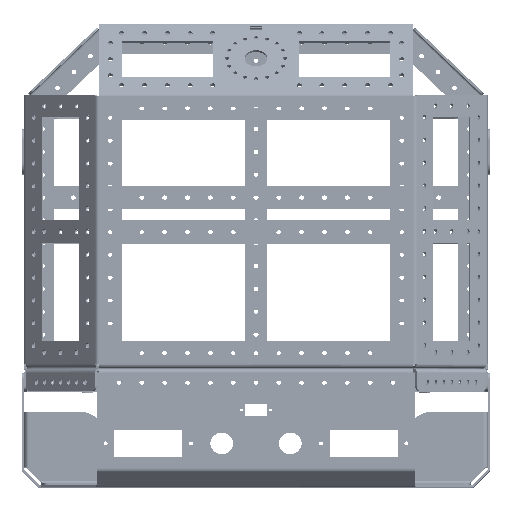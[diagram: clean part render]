
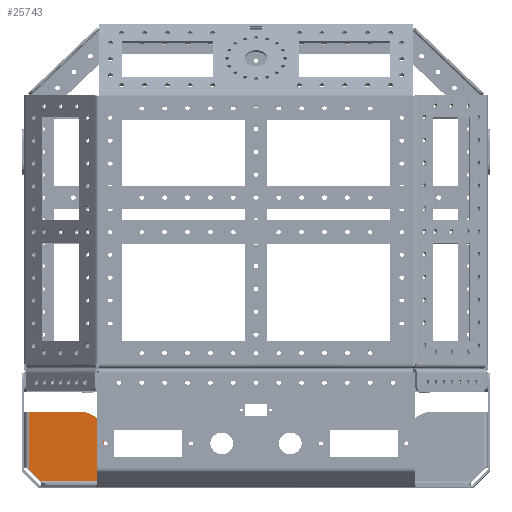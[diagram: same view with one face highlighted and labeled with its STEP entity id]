
A CAD part, top view. The second image highlights one B-rep face of the part: STEP entity #25743.
In plain terms, the highlighted planar face has unit normal (0, 0, 1).
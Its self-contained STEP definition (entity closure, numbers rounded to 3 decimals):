
#1999=PLANE('',#28682);
#3197=FACE_OUTER_BOUND('',#5844,.T.);
#5844=EDGE_LOOP('',(#23205,#23206,#23207,#23208,#23209,#23210));
#7634=LINE('',#43354,#9331);
#7637=LINE('',#43360,#9334);
#7638=LINE('',#43362,#9335);
#7639=LINE('',#43364,#9336);
#7640=LINE('',#43365,#9337);
#9331=VECTOR('',#36032,10.);
#9334=VECTOR('',#36037,10.);
#9335=VECTOR('',#36038,10.);
#9336=VECTOR('',#36039,10.);
#9337=VECTOR('',#36040,10.);
#11028=CIRCLE('',#28679,20.);
#13206=VERTEX_POINT('',#43344);
#13207=VERTEX_POINT('',#43345);
#13210=VERTEX_POINT('',#43353);
#13212=VERTEX_POINT('',#43359);
#13213=VERTEX_POINT('',#43361);
#13214=VERTEX_POINT('',#43363);
#16564=EDGE_CURVE('',#13206,#13207,#11028,.T.);
#16568=EDGE_CURVE('',#13210,#13207,#7634,.T.);
#16571=EDGE_CURVE('',#13206,#13212,#7637,.T.);
#16572=EDGE_CURVE('',#13212,#13213,#7638,.T.);
#16573=EDGE_CURVE('',#13213,#13214,#7639,.T.);
#16574=EDGE_CURVE('',#13214,#13210,#7640,.T.);
#23205=ORIENTED_EDGE('',*,*,#16564,.F.);
#23206=ORIENTED_EDGE('',*,*,#16571,.T.);
#23207=ORIENTED_EDGE('',*,*,#16572,.T.);
#23208=ORIENTED_EDGE('',*,*,#16573,.T.);
#23209=ORIENTED_EDGE('',*,*,#16574,.T.);
#23210=ORIENTED_EDGE('',*,*,#16568,.T.);
#25743=ADVANCED_FACE('',(#3197),#1999,.T.);
#28679=AXIS2_PLACEMENT_3D('',#43346,#36024,#36025);
#28682=AXIS2_PLACEMENT_3D('',#43358,#36035,#36036);
#36024=DIRECTION('center_axis',(0.,0.,
-1.));
#36025=DIRECTION('ref_axis',(0.707,0.707,0.));
#36032=DIRECTION('',(0.,1.,0.));
#36035=DIRECTION('center_axis',(0.,0.,
1.));
#36036=DIRECTION('ref_axis',(1.,0.,0.));
#36037=DIRECTION('',(-1.,0.,0.));
#36038=DIRECTION('',(0.,-1.,0.));
#36039=DIRECTION('',(0.707,-0.707,0.));
#36040=DIRECTION('',(1.,0.,0.));
#43344=CARTESIAN_POINT('',(50.,66.,52.));
#43345=CARTESIAN_POINT('',(70.,46.,52.));
#43346=CARTESIAN_POINT('Origin',(50.,46.,52.));
#43353=CARTESIAN_POINT('',(70.,6.,52.));
#43354=CARTESIAN_POINT('',(70.,96.,52.));
#43358=CARTESIAN_POINT('Origin',(34.738,50.,52.));
#43359=CARTESIAN_POINT('',(4.,66.,52.));
#43360=CARTESIAN_POINT('',(52.369,66.,52.));
#43361=CARTESIAN_POINT('',(4.,16.,52.));
#43362=CARTESIAN_POINT('',(4.,50.,52.));
#43363=CARTESIAN_POINT('',(14.,6.,52.));
#43364=CARTESIAN_POINT('',(2.185,17.815,52.));
#43365=CARTESIAN_POINT('',(24.369,6.,52.));
